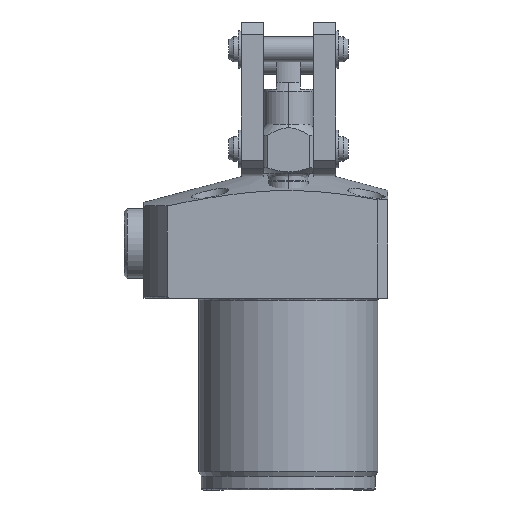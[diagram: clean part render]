
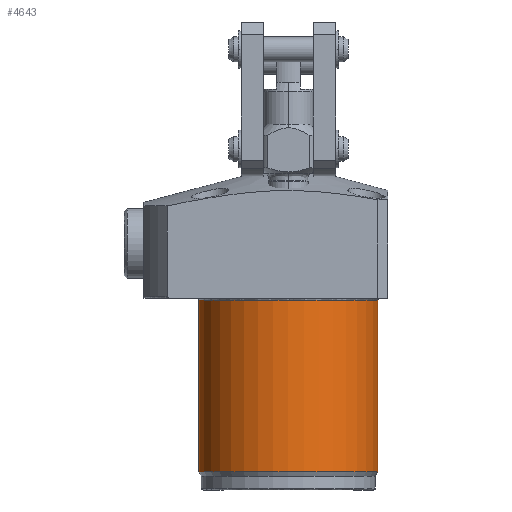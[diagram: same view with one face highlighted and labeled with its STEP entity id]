
A CAD part, front view. The second image highlights one B-rep face of the part: STEP entity #4643.
In plain terms, the highlighted cylindrical face has radius 18 mm (diameter 36 mm), a partial arc.
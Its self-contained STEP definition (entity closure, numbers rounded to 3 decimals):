
#53 = CIRCLE ( 'NONE', #4106, 18. ) ;
#56 = CIRCLE ( 'NONE', #4105, 18. ) ;
#233 = CARTESIAN_POINT ( 'NONE',  ( 18., 0., -25.4 ) ) ;
#294 = LINE ( 'NONE', #6216, #384 ) ;
#308 = ORIENTED_EDGE ( 'NONE', *, *, #752, .T. ) ;
#312 = ORIENTED_EDGE ( 'NONE', *, *, #591, .F. ) ;
#313 = LINE ( 'NONE', #6517, #382 ) ;
#318 = ORIENTED_EDGE ( 'NONE', *, *, #753, .T. ) ;
#321 = ORIENTED_EDGE ( 'NONE', *, *, #590, .T. ) ;
#382 = VECTOR ( 'NONE', #6484, 1000. ) ;
#384 = VECTOR ( 'NONE', #6261, 1000. ) ;
#590 = EDGE_CURVE ( 'NONE', #922, #1141, #294, .T. ) ;
#591 = EDGE_CURVE ( 'NONE', #907, #926, #313, .T. ) ;
#752 = EDGE_CURVE ( 'NONE', #907, #922, #56, .T. ) ;
#753 = EDGE_CURVE ( 'NONE', #1141, #926, #53, .T. ) ;
#907 = VERTEX_POINT ( 'NONE', #1508 ) ;
#922 = VERTEX_POINT ( 'NONE', #1487 ) ;
#926 = VERTEX_POINT ( 'NONE', #1484 ) ;
#1141 = VERTEX_POINT ( 'NONE', #233 ) ;
#1484 = CARTESIAN_POINT ( 'NONE',  ( -18., 0., -25.4 ) ) ;
#1487 = CARTESIAN_POINT ( 'NONE',  ( 18., 0., -59.834 ) ) ;
#1508 = CARTESIAN_POINT ( 'NONE',  ( -18., 0., -59.834 ) ) ;
#1672 = DIRECTION ( 'NONE',  ( 1., 0., 0. ) ) ;
#1673 = DIRECTION ( 'NONE',  ( 0., 0., -1. ) ) ;
#1674 = CARTESIAN_POINT ( 'NONE',  ( 0., 0., -25.4 ) ) ;
#1675 = DIRECTION ( 'NONE',  ( 1., 0., 0. ) ) ;
#1676 = DIRECTION ( 'NONE',  ( 0., 0., 1. ) ) ;
#1677 = CARTESIAN_POINT ( 'NONE',  ( 0., 0., -59.834 ) ) ;
#2887 = EDGE_LOOP ( 'NONE', ( #312, #308, #321, #318 ) ) ;
#4105 = AXIS2_PLACEMENT_3D ( 'NONE', #1677, #1676, #1675 ) ;
#4106 = AXIS2_PLACEMENT_3D ( 'NONE', #1674, #1673, #1672 ) ;
#4357 = AXIS2_PLACEMENT_3D ( 'NONE', #7194, #7178, #7177 ) ;
#4643 = ADVANCED_FACE ( 'NONE', ( #5610 ), #5611, .T. ) ;
#5610 = FACE_OUTER_BOUND ( 'NONE', #2887, .T. ) ;
#5611 = CYLINDRICAL_SURFACE ( 'NONE', #4357, 18. ) ;
#6216 = CARTESIAN_POINT ( 'NONE',  ( 18., 0., 13.167 ) ) ;
#6261 = DIRECTION ( 'NONE',  ( 0., 0., 1. ) ) ;
#6484 = DIRECTION ( 'NONE',  ( 0., 0., 1. ) ) ;
#6517 = CARTESIAN_POINT ( 'NONE',  ( -18., 0., 13.167 ) ) ;
#7177 = DIRECTION ( 'NONE',  ( 1., 0., 0. ) ) ;
#7178 = DIRECTION ( 'NONE',  ( 0., 0., 1. ) ) ;
#7194 = CARTESIAN_POINT ( 'NONE',  ( 0., 0., 13.167 ) ) ;
